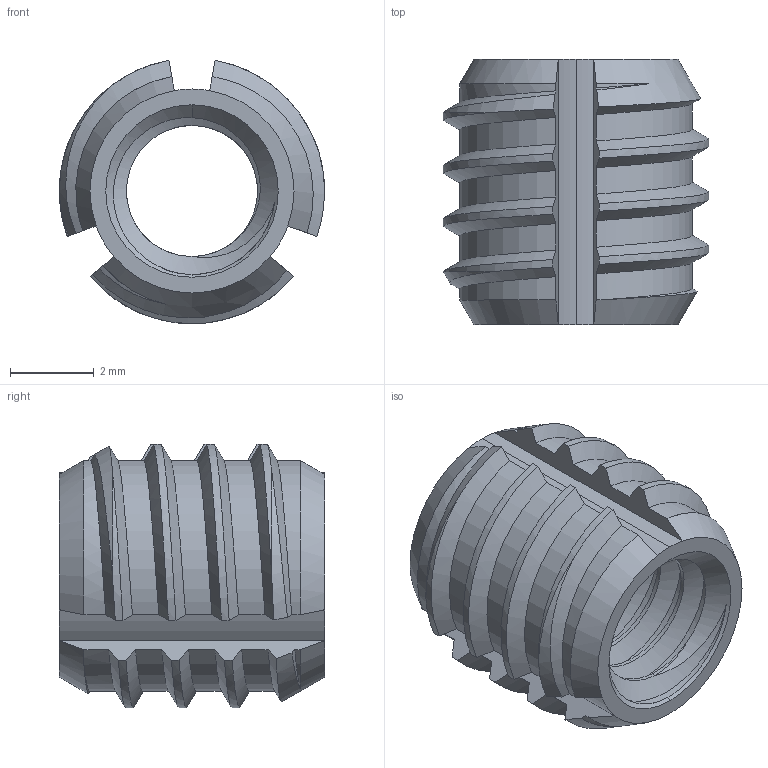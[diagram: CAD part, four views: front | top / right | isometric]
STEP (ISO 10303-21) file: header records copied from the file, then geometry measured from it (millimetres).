
FILE_DESCRIPTION (( 'STEP AP203' ), '1' );
FILE_NAME ('99362A803.STEP', '2018-04-24T19:56:17', ( '' ), ( '' ), 'SwSTEP 2.0', 'SolidWorks 2014', '' );
FILE_SCHEMA (( 'CONFIG_CONTROL_DESIGN' ));
Length unit declared in the file: inch
Products named in the file (1): 99362A803
Bounding box: 6.35 x 6.35 x 6.3 mm (x, y, z)
Volume: 87.8 mm3; surface area: 281.4 mm2
Topology: 1 solids, 1 shells, 94 faces, 263 edges, 171 vertices
Faces by surface type: bspline 44, cylinder 29, cone 13, plane 8
Entity records: 11789 total; most frequent: CARTESIAN_POINT 9958, ORIENTED_EDGE 526, EDGE_CURVE 263, DIRECTION 208, VERTEX_POINT 171, EDGE_LOOP 96, FACE_OUTER_BOUND 94, ADVANCED_FACE 94
